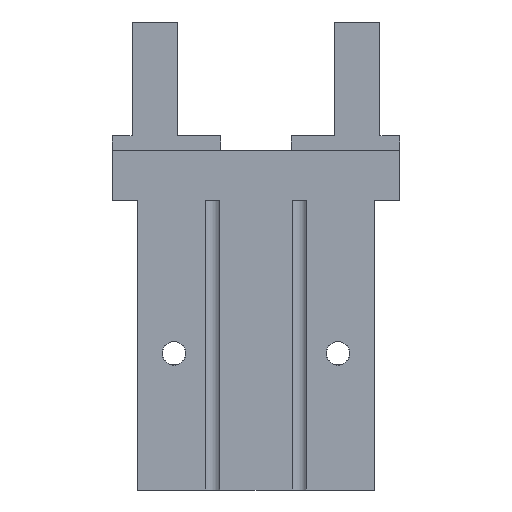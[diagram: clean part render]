
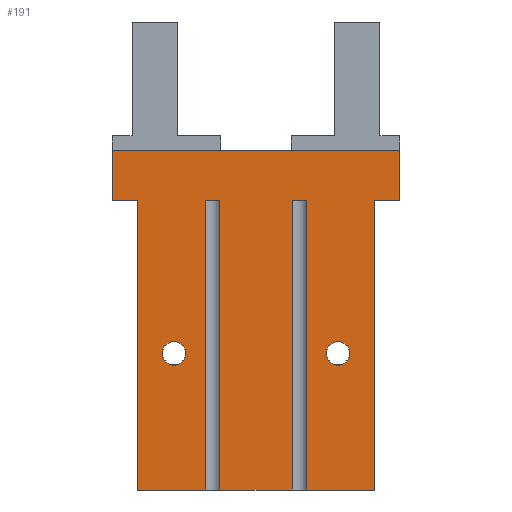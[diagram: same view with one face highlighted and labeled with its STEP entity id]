
A CAD part, left-side view. The second image highlights one B-rep face of the part: STEP entity #191.
In plain terms, the highlighted face is planar.
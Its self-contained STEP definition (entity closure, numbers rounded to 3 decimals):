
#191=ADVANCED_FACE('',(#418,#419,#420),#421,.F.);
#418=FACE_OUTER_BOUND('',#725,.T.);
#419=FACE_BOUND('',#726,.T.);
#420=FACE_BOUND('',#727,.T.);
#421=PLANE('',#728);
#725=EDGE_LOOP('',(#1082,#1083,#1084,#1085,#1086,#1087,#1088,#1089,#1090,#1091,#1092,#1093,#1094,#1095,#1096,#1097));
#726=EDGE_LOOP('',(#1098));
#727=EDGE_LOOP('',(#1099));
#728=AXIS2_PLACEMENT_3D('',#1100,#1101,#1102);
#1082=ORIENTED_EDGE('',*,*,#1736,.F.);
#1083=ORIENTED_EDGE('',*,*,#1737,.T.);
#1084=ORIENTED_EDGE('',*,*,#1738,.F.);
#1085=ORIENTED_EDGE('',*,*,#1739,.F.);
#1086=ORIENTED_EDGE('',*,*,#1740,.F.);
#1087=ORIENTED_EDGE('',*,*,#1741,.F.);
#1088=ORIENTED_EDGE('',*,*,#1742,.F.);
#1089=ORIENTED_EDGE('',*,*,#1743,.F.);
#1090=ORIENTED_EDGE('',*,*,#1744,.F.);
#1091=ORIENTED_EDGE('',*,*,#1745,.F.);
#1092=ORIENTED_EDGE('',*,*,#1746,.F.);
#1093=ORIENTED_EDGE('',*,*,#1747,.F.);
#1094=ORIENTED_EDGE('',*,*,#1748,.F.);
#1095=ORIENTED_EDGE('',*,*,#1749,.T.);
#1096=ORIENTED_EDGE('',*,*,#1750,.F.);
#1097=ORIENTED_EDGE('',*,*,#1751,.F.);
#1098=ORIENTED_EDGE('',*,*,#1752,.F.);
#1099=ORIENTED_EDGE('',*,*,#1753,.F.);
#1100=CARTESIAN_POINT('',(0.0,26.0,-16.8));
#1101=DIRECTION('',(0.0,0.0,1.0));
#1102=DIRECTION('',(1.0,0.0,0.0));
#1736=EDGE_CURVE('',#2031,#2032,#2033,.T.);
#1737=EDGE_CURVE('',#2031,#2034,#2035,.T.);
#1738=EDGE_CURVE('',#2036,#2034,#2037,.T.);
#1739=EDGE_CURVE('',#2038,#2036,#2039,.T.);
#1740=EDGE_CURVE('',#2040,#2038,#2041,.T.);
#1741=EDGE_CURVE('',#2042,#2040,#2043,.T.);
#1742=EDGE_CURVE('',#2044,#2042,#2045,.T.);
#1743=EDGE_CURVE('',#2046,#2044,#2047,.T.);
#1744=EDGE_CURVE('',#2048,#2046,#2049,.T.);
#1745=EDGE_CURVE('',#2050,#2048,#2051,.T.);
#1746=EDGE_CURVE('',#2052,#2050,#2053,.T.);
#1747=EDGE_CURVE('',#2054,#2052,#2055,.T.);
#1748=EDGE_CURVE('',#2056,#2054,#2057,.T.);
#1749=EDGE_CURVE('',#2056,#2058,#2059,.T.);
#1750=EDGE_CURVE('',#2060,#2058,#2061,.T.);
#1751=EDGE_CURVE('',#2032,#2060,#2062,.T.);
#1752=EDGE_CURVE('',#2063,#2063,#2064,.F.);
#1753=EDGE_CURVE('',#2065,#2065,#2066,.F.);
#2031=VERTEX_POINT('',#2467);
#2032=VERTEX_POINT('',#2468);
#2033=LINE('',#2469,#2470);
#2034=VERTEX_POINT('',#2471);
#2035=LINE('',#2472,#2473);
#2036=VERTEX_POINT('',#2474);
#2037=LINE('',#2475,#2476);
#2038=VERTEX_POINT('',#2477);
#2039=LINE('',#2478,#2479);
#2040=VERTEX_POINT('',#2480);
#2041=LINE('',#2481,#2482);
#2042=VERTEX_POINT('',#2483);
#2043=LINE('',#2484,#2485);
#2044=VERTEX_POINT('',#2486);
#2045=LINE('',#2487,#2488);
#2046=VERTEX_POINT('',#2489);
#2047=LINE('',#2490,#2491);
#2048=VERTEX_POINT('',#2492);
#2049=LINE('',#2493,#2494);
#2050=VERTEX_POINT('',#2495);
#2051=LINE('',#2496,#2497);
#2052=VERTEX_POINT('',#2498);
#2053=LINE('',#2499,#2500);
#2054=VERTEX_POINT('',#2501);
#2055=LINE('',#2502,#2503);
#2056=VERTEX_POINT('',#2504);
#2057=LINE('',#2505,#2506);
#2058=VERTEX_POINT('',#2507);
#2059=LINE('',#2508,#2509);
#2060=VERTEX_POINT('',#2510);
#2061=LINE('',#2511,#2512);
#2062=LINE('',#2513,#2514);
#2063=VERTEX_POINT('',#2515);
#2064=CIRCLE('',#2516,2.6);
#2065=VERTEX_POINT('',#2517);
#2066=CIRCLE('',#2518,2.6);
#2467=CARTESIAN_POINT('',(0.,-11.0,-16.8));
#2468=CARTESIAN_POINT('',(0.,-8.0,-16.8));
#2469=CARTESIAN_POINT('',(0.0,-11.0,-16.8));
#2470=VECTOR('',#2978,1.0);
#2471=CARTESIAN_POINT('',(63.6,-11.0,-16.8));
#2472=CARTESIAN_POINT('',(-6.801,-11.0,-16.8));
#2473=VECTOR('',#2979,1.0);
#2474=CARTESIAN_POINT('',(63.6,-26.0,-16.8));
#2475=CARTESIAN_POINT('',(63.6,-26.0,-16.8));
#2476=VECTOR('',#2980,1.0);
#2477=CARTESIAN_POINT('',(0.,-26.0,-16.8));
#2478=CARTESIAN_POINT('',(0.,-26.0,-16.8));
#2479=VECTOR('',#2981,1.0);
#2480=CARTESIAN_POINT('',(0.,-31.5,-16.8));
#2481=CARTESIAN_POINT('',(0.,-31.5,-16.8));
#2482=VECTOR('',#2982,1.0);
#2483=CARTESIAN_POINT('',(-11.0,-31.5,-16.8));
#2484=CARTESIAN_POINT('',(-11.0,-31.5,-16.8));
#2485=VECTOR('',#2983,1.0);
#2486=CARTESIAN_POINT('',(-11.0,31.5,-16.8));
#2487=CARTESIAN_POINT('',(-11.0,31.5,-16.8));
#2488=VECTOR('',#2984,1.0);
#2489=CARTESIAN_POINT('',(0.0,31.5,-16.8));
#2490=CARTESIAN_POINT('',(0.0,31.5,-16.8));
#2491=VECTOR('',#2985,1.0);
#2492=CARTESIAN_POINT('',(0.0,26.0,-16.8));
#2493=CARTESIAN_POINT('',(0.0,26.0,-16.8));
#2494=VECTOR('',#2986,1.0);
#2495=CARTESIAN_POINT('',(63.6,26.0,-16.8));
#2496=CARTESIAN_POINT('',(63.6,26.0,-16.8));
#2497=VECTOR('',#2987,1.0);
#2498=CARTESIAN_POINT('',(63.6,11.0,-16.8));
#2499=CARTESIAN_POINT('',(63.6,-26.0,-16.8));
#2500=VECTOR('',#2988,1.0);
#2501=CARTESIAN_POINT('',(0.,11.0,-16.8));
#2502=CARTESIAN_POINT('',(-6.801,11.0,-16.8));
#2503=VECTOR('',#2989,1.0);
#2504=CARTESIAN_POINT('',(0.,8.0,-16.8));
#2505=CARTESIAN_POINT('',(0.0,11.0,-16.8));
#2506=VECTOR('',#2990,1.0);
#2507=CARTESIAN_POINT('',(63.6,8.0,-16.8));
#2508=CARTESIAN_POINT('',(-6.801,8.0,-16.8));
#2509=VECTOR('',#2991,1.0);
#2510=CARTESIAN_POINT('',(63.6,-8.0,-16.8));
#2511=CARTESIAN_POINT('',(63.6,-26.0,-16.8));
#2512=VECTOR('',#2992,1.0);
#2513=CARTESIAN_POINT('',(-6.801,-8.0,-16.8));
#2514=VECTOR('',#2993,1.0);
#2515=CARTESIAN_POINT('',(36.2,-18.0,-16.8));
#2516=AXIS2_PLACEMENT_3D('',#2994,#2995,#2996);
#2517=CARTESIAN_POINT('',(36.2,18.0,-16.8));
#2518=AXIS2_PLACEMENT_3D('',#2997,#2998,#2999);
#2978=DIRECTION('',(0.0,1.0,0.0));
#2979=DIRECTION('',(1.0,0.,0.0));
#2980=DIRECTION('',(0.,1.0,0.0));
#2981=DIRECTION('',(1.0,0.,0.0));
#2982=DIRECTION('',(0.,1.0,0.0));
#2983=DIRECTION('',(1.0,0.,0.0));
#2984=DIRECTION('',(0.,-1.0,0.0));
#2985=DIRECTION('',(-1.0,0.,0.0));
#2986=DIRECTION('',(0.0,1.0,0.0));
#2987=DIRECTION('',(-1.0,0.,0.0));
#2988=DIRECTION('',(0.,1.0,0.0));
#2989=DIRECTION('',(1.0,0.,0.0));
#2990=DIRECTION('',(0.0,1.0,0.0));
#2991=DIRECTION('',(1.0,0.,0.0));
#2992=DIRECTION('',(0.,1.0,0.0));
#2993=DIRECTION('',(1.0,0.,0.0));
#2994=CARTESIAN_POINT('',(33.6,-18.0,-16.8));
#2995=DIRECTION('',(0.0,0.0,1.0));
#2996=DIRECTION('',(1.0,0.0,0.0));
#2997=CARTESIAN_POINT('',(33.6,18.0,-16.8));
#2998=DIRECTION('',(0.0,0.0,1.0));
#2999=DIRECTION('',(1.0,0.0,0.0));
